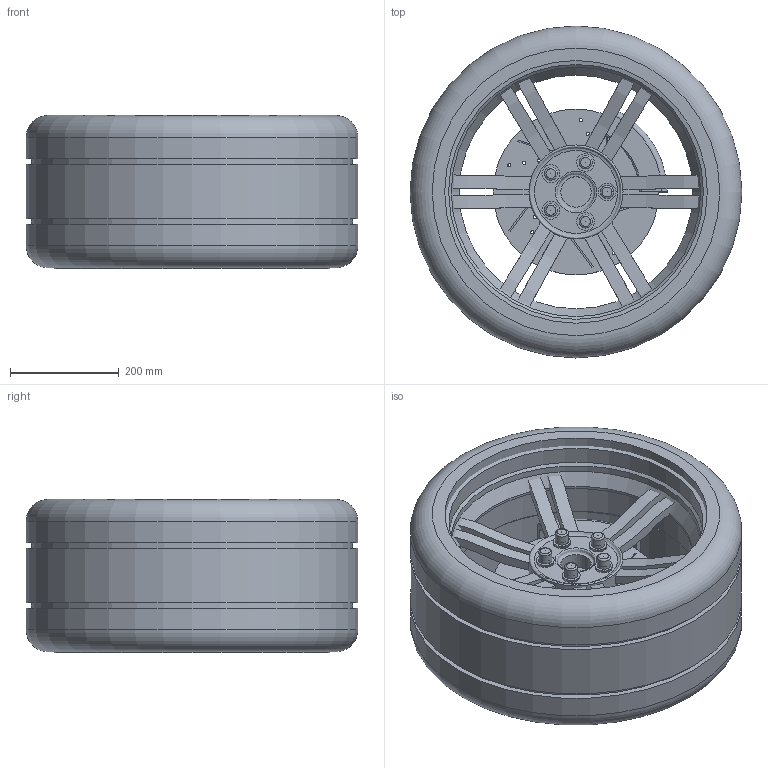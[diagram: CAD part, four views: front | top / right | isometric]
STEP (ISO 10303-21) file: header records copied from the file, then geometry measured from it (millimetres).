
FILE_DESCRIPTION((('zoo.dev export')), '2;1');
FILE_NAME('dump.step', '2025-01-28T21:42:07.132062267+00:00', ('Author unknown'), ('Organization unknown'), 'zoo.dev beta', 'zoo.dev', 'Authorization unknown');
FILE_SCHEMA(('AP203_CONFIGURATION_CONTROLLED_3D_DESIGN_OF_MECHANICAL_PARTS_AND_ASSEMBLIES_MIM_LF'));
Length unit declared in the file: metre
Products named in the file (42): UNIDENTIFIED_PRODUCT
Bounding box: 609.6 x 609.6 x 281.48 mm (x, y, z)
Volume: 35466631.8 mm3; surface area: 2855707 mm2
Topology: 43 solids, 43 shells, 352 faces, 702 edges, 457 vertices
Faces by surface type: plane 175, cylinder 120, bspline 42, torus 15
Full cylindrical faces by diameter (mm): 0.051 x5, 6.096 x30, 12.7 x16, 16 x5, 16.002 x15, 20.4 x5, 24 x5, 30.48 x5, 55.88 x1, 76.2 x3, 152.4 x4, 172.72 x1, 304.8 x2, 429.514 x1, 458.47 x2, 468.122 x2, 472.948 x1, 482.6 x3, 492.252 x2, 506.73 x2, 589.788 x2, 609.6 x3
Entity records: 9962 total; most frequent: CARTESIAN_POINT 2200, DIRECTION 1413, ORIENTED_EDGE 1124, EDGE_CURVE 731, EDGE_LOOP 645, FACE_BOUND 645, AXIS2_PLACEMENT_3D 597, VERTEX_POINT 457
